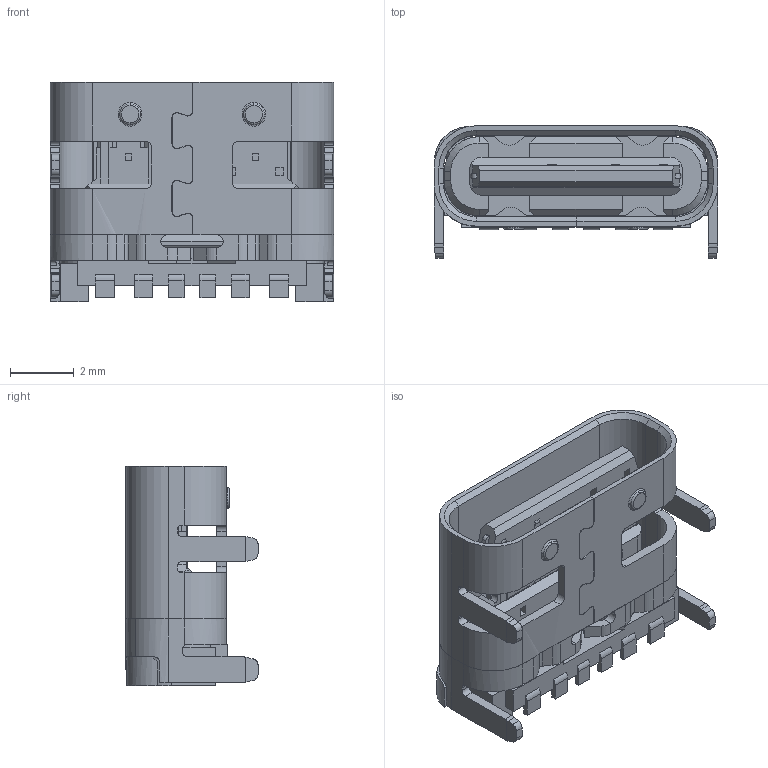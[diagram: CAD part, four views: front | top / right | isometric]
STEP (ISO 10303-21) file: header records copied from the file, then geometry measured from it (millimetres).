
FILE_DESCRIPTION (( 'STEP AP214' ), '1' );
FILE_NAME ('10164359-00011LF.STEP', '2025-01-16T21:56:23', ( '' ), ( '' ), 'SwSTEP 2.0', 'SolidWorks 2021', '' );
FILE_SCHEMA (( 'AUTOMOTIVE_DESIGN' ));
Length unit declared in the file: millimetre
Products named in the file (1): 10164359-00011LF
Bounding box: 8.94 x 4.16 x 6.9 mm (x, y, z)
Volume: 90.9 mm3; surface area: 481.3 mm2
Topology: 19 solids, 19 shells, 927 faces, 2508 edges, 1652 vertices
Faces by surface type: plane 714, cylinder 187, cone 16, torus 6, bspline 4
Entity records: 29724 total; most frequent: CARTESIAN_POINT 5970, ORIENTED_EDGE 5016, DIRECTION 4592, EDGE_CURVE 2508, VECTOR 1998, LINE 1998, VERTEX_POINT 1652, AXIS2_PLACEMENT_3D 1297
